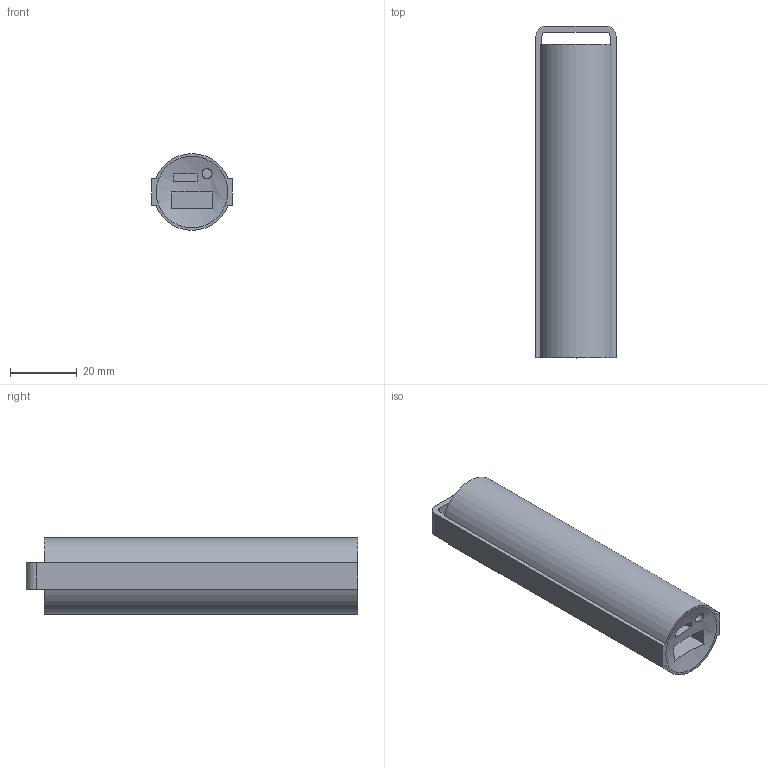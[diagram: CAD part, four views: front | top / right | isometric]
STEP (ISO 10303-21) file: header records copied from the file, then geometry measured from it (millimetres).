
FILE_DESCRIPTION(('FreeCAD Model'),'2;1');
FILE_NAME('VARTA_Powerpack_Type_57959.step','2019-09-11T14:50:39',('Author'),(''), 'Open CASCADE STEP processor 7.3','FreeCAD','Unknown');
FILE_SCHEMA(('AUTOMOTIVE_DESIGN { 1 0 10303 214 1 1 1 1 }'));
Length unit declared in the file: millimetre
Products named in the file (1): VARTA_Powerpack_Type_57959
Bounding box: 24 x 99.5 x 23 mm (x, y, z)
Volume: 39557.5 mm3; surface area: 9097.3 mm2
Topology: 1 solids, 1 shells, 29 faces, 81 edges, 54 vertices
Faces by surface type: plane 21, cylinder 7, sphere 1
Full cylindrical faces by diameter (mm): 3 x1
Entity records: 1049 total; most frequent: CARTESIAN_POINT 265, DIRECTION 165, ORIENTED_EDGE 160, EDGE_CURVE 80, AXIS2_PLACEMENT_3D 56, VERTEX_POINT 54, LINE 53, VECTOR 53
